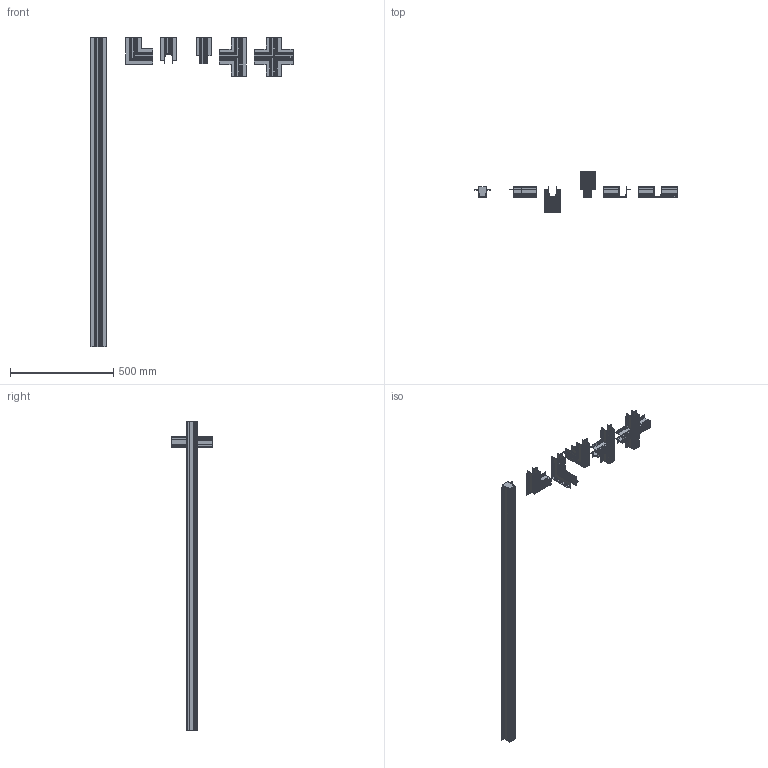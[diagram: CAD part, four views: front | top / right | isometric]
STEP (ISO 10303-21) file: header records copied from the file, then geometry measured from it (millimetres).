
FILE_DESCRIPTION (( 'STEP AP203' ), '1' );
FILE_NAME ('Ñáîðêà Ìàãíèòíîãî òðåêà HOKASU OneLine IN.STEP', '2020-05-22T14:42:34', ( '' ), ( '' ), 'SwSTEP 2.0', 'SolidWorks 2018', '' );
FILE_SCHEMA (( 'CONFIG_CONTROL_DESIGN' ));
Length unit declared in the file: millimetre
Products named in the file (9): Busbar HOKASU OneLine IN_CORNER ROOF PUBLIC; F5_PUBLIC; Busbar HOKASU OneLine IN_4-WAY PUBLIC; Busbar HOKASU OneLine IN_3-WAY PUBLIC; Busbar HOKASU OneLine IN_CORNER WALL IN PUBLIC; Busbar HOKASU OneLine IN_CORNER WALL OUT PUBLIC; countersunk flat head cross recess screw_iso_ISO 7046-1 - M2 x 8 - Z - 8N; Busbar HOKASU OneLine IN_PUBLIC; Ñáîðêà Ìàãíèòíîãî òðåêà HOKASU OneLine IN
Assembly tree (9 placements, depth 2):
  Ñáîðêà Ìàãíèòíîãî òðåêà HOKASU OneLine IN
    Busbar HOKASU OneLine IN_PUBLIC
    F5_PUBLIC
    countersunk flat head cross recess screw_iso_ISO 7046-1 - M2 x 8 - Z - 8N  x2
    Busbar HOKASU OneLine IN_CORNER ROOF PUBLIC
    Busbar HOKASU OneLine IN_CORNER WALL OUT PUBLIC
    Busbar HOKASU OneLine IN_CORNER WALL IN PUBLIC
    Busbar HOKASU OneLine IN_3-WAY PUBLIC
    Busbar HOKASU OneLine IN_4-WAY PUBLIC
Bounding box: 981 x 201.61 x 1501.5 mm (x, y, z)
Volume: 871089.3 mm3; surface area: 1155645.1 mm2
Topology: 9 solids, 9 shells, 1615 faces, 4508 edges, 2909 vertices
Faces by surface type: plane 1093, cylinder 488, cone 30, torus 4
Entity records: 50818 total; most frequent: CARTESIAN_POINT 9540, ORIENTED_EDGE 8824, DIRECTION 7936, EDGE_CURVE 4412, LINE 3608, VECTOR 3608, VERTEX_POINT 2855, AXIS2_PLACEMENT_3D 2164
